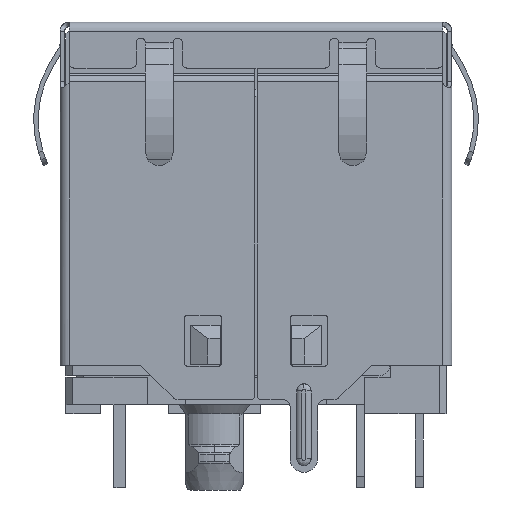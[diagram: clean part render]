
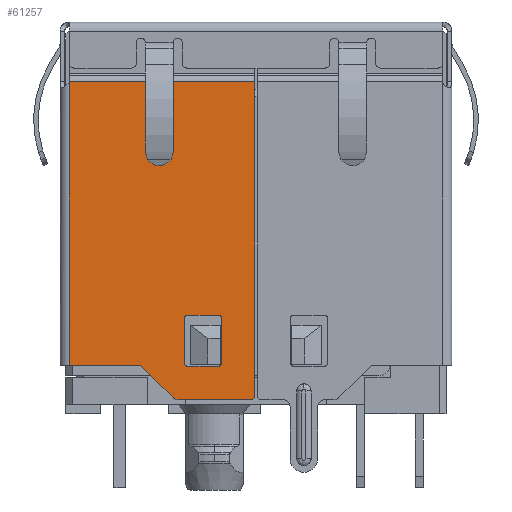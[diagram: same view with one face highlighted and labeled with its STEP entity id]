
A CAD part, left-side view. The second image highlights one B-rep face of the part: STEP entity #61257.
In plain terms, the highlighted planar face has unit normal (-1, 0, 0).
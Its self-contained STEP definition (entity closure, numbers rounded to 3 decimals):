
#16489=DIRECTION('',(0.,0.,1.));
#16490=VECTOR('',#16489,12.3);
#16491=CARTESIAN_POINT('',(-8.13,8.11,-4.03));
#16492=LINE('',#16491,#16490);
#16497=CARTESIAN_POINT('',(-8.13,3.386,-5.23));
#16498=DIRECTION('',(-1.,0.,0.));
#16499=DIRECTION('',(0.,0.707,-0.707));
#16500=AXIS2_PLACEMENT_3D('',#16497,#16498,#16499);
#16502=DIRECTION('',(0.,-0.707,-0.707));
#16503=VECTOR('',#16502,1.873);
#16504=CARTESIAN_POINT('',(-8.13,4.922,-4.118));
#16505=LINE('',#16504,#16503);
#16506=CARTESIAN_POINT('',(-8.13,5.134,-4.33));
#16507=DIRECTION('',(1.,0.,0.));
#16508=DIRECTION('',(0.,0.,1.));
#16509=AXIS2_PLACEMENT_3D('',#16506,#16507,#16508);
#16511=DIRECTION('',(0.,0.,1.));
#16512=VECTOR('',#16511,13.6);
#16513=CARTESIAN_POINT('',(-8.13,0.055,-5.33));
#16514=LINE('',#16513,#16512);
#16515=CARTESIAN_POINT('',(-8.13,0.255,-5.33));
#16516=DIRECTION('',(-1.,0.,0.));
#16517=DIRECTION('',(0.,0.,-1.));
#16518=AXIS2_PLACEMENT_3D('',#16515,#16516,#16517);
#16520=DIRECTION('',(0.,-1.,0.));
#16521=VECTOR('',#16520,3.131);
#16522=CARTESIAN_POINT('',(-8.13,3.386,-5.53));
#16523=LINE('',#16522,#16521);
#16524=CARTESIAN_POINT('',(-8.13,1.6,-3.97));
#16525=DIRECTION('',(1.,0.,0.));
#16526=DIRECTION('',(0.,-1.,0.));
#16527=AXIS2_PLACEMENT_3D('',#16524,#16525,#16526);
#16529=DIRECTION('',(0.,0.,-1.));
#16530=VECTOR('',#16529,2.);
#16531=CARTESIAN_POINT('',(-8.13,1.5,-1.97));
#16532=LINE('',#16531,#16530);
#16533=CARTESIAN_POINT('',(-8.13,1.6,-1.97));
#16534=DIRECTION('',(1.,0.,0.));
#16535=DIRECTION('',(0.,0.,1.));
#16536=AXIS2_PLACEMENT_3D('',#16533,#16534,#16535);
#16538=DIRECTION('',(0.,-1.,0.));
#16539=VECTOR('',#16538,1.4);
#16540=CARTESIAN_POINT('',(-8.13,3.,-1.87));
#16541=LINE('',#16540,#16539);
#16542=CARTESIAN_POINT('',(-8.13,3.,-1.97));
#16543=DIRECTION('',(1.,0.,0.));
#16544=DIRECTION('',(0.,1.,0.));
#16545=AXIS2_PLACEMENT_3D('',#16542,#16543,#16544);
#16547=DIRECTION('',(0.,0.,1.));
#16548=VECTOR('',#16547,2.);
#16549=CARTESIAN_POINT('',(-8.13,3.1,-3.97));
#16550=LINE('',#16549,#16548);
#16551=CARTESIAN_POINT('',(-8.13,3.,-3.97));
#16552=DIRECTION('',(1.,0.,0.));
#16553=DIRECTION('',(0.,0.,-1.));
#16554=AXIS2_PLACEMENT_3D('',#16551,#16552,#16553);
#16556=DIRECTION('',(0.,1.,0.));
#16557=VECTOR('',#16556,1.4);
#16558=CARTESIAN_POINT('',(-8.13,1.6,-4.07));
#16559=LINE('',#16558,#16557);
#16659=DIRECTION('',(0.,-1.,0.));
#16660=VECTOR('',#16659,8.055);
#16661=CARTESIAN_POINT('',(-8.13,8.11,8.27));
#16662=LINE('',#16661,#16660);
#16805=DIRECTION('',(0.,1.,0.));
#16806=VECTOR('',#16805,2.976);
#16807=CARTESIAN_POINT('',(-8.13,5.134,-4.03));
#16808=LINE('',#16807,#16806);
#33956=CARTESIAN_POINT('',(-8.13,8.11,8.27));
#33957=CARTESIAN_POINT('',(-8.13,0.055,8.27));
#33958=VERTEX_POINT('',#33956);
#33959=VERTEX_POINT('',#33957);
#34039=CARTESIAN_POINT('',(-8.13,0.055,-5.33));
#34040=VERTEX_POINT('',#34039);
#34053=CARTESIAN_POINT('',(-8.13,3.,-4.07));
#34054=CARTESIAN_POINT('',(-8.13,3.1,-3.97));
#34055=VERTEX_POINT('',#34053);
#34056=VERTEX_POINT('',#34054);
#34057=CARTESIAN_POINT('',(-8.13,3.598,-5.442));
#34059=VERTEX_POINT('',#34057);
#34065=CARTESIAN_POINT('',(-8.13,1.6,-4.07));
#34066=VERTEX_POINT('',#34065);
#34074=CARTESIAN_POINT('',(-8.13,4.922,-4.118));
#34076=VERTEX_POINT('',#34074);
#34083=CARTESIAN_POINT('',(-8.13,1.6,-1.87));
#34084=CARTESIAN_POINT('',(-8.13,1.5,-1.97));
#34085=VERTEX_POINT('',#34083);
#34086=VERTEX_POINT('',#34084);
#34089=CARTESIAN_POINT('',(-8.13,3.,-1.87));
#34090=VERTEX_POINT('',#34089);
#34093=CARTESIAN_POINT('',(-8.13,3.1,-1.97));
#34094=VERTEX_POINT('',#34093);
#34107=CARTESIAN_POINT('',(-8.13,0.255,-5.53));
#34108=VERTEX_POINT('',#34107);
#34119=CARTESIAN_POINT('',(-8.13,1.5,-3.97));
#34120=VERTEX_POINT('',#34119);
#34141=CARTESIAN_POINT('',(-8.13,3.386,-5.53));
#34142=VERTEX_POINT('',#34141);
#34157=CARTESIAN_POINT('',(-8.13,8.11,-4.03));
#34159=VERTEX_POINT('',#34157);
#34433=CARTESIAN_POINT('',(-8.13,5.134,-4.03));
#34435=VERTEX_POINT('',#34433);
#61215=CARTESIAN_POINT('',(-8.13,8.31,10.47));
#61216=DIRECTION('',(1.,0.,0.));
#61217=DIRECTION('',(0.,0.,-1.));
#61218=AXIS2_PLACEMENT_3D('',#61215,#61216,#61217);
#61219=PLANE('',#61218);
#61221=ORIENTED_EDGE('',*,*,#61220,.F.);
#61223=ORIENTED_EDGE('',*,*,#61222,.F.);
#61225=ORIENTED_EDGE('',*,*,#61224,.F.);
#61227=ORIENTED_EDGE('',*,*,#61226,.T.);
#61228=ORIENTED_EDGE('',*,*,#61206,.T.);
#61230=ORIENTED_EDGE('',*,*,#61229,.T.);
#61232=ORIENTED_EDGE('',*,*,#61231,.F.);
#61234=ORIENTED_EDGE('',*,*,#61233,.F.);
#61236=ORIENTED_EDGE('',*,*,#61235,.F.);
#61237=EDGE_LOOP('',(#61221,#61223,#61225,#61227,#61228,#61230,#61232,#61234,
#61236));
#61238=FACE_OUTER_BOUND('',#61237,.F.);
#61240=ORIENTED_EDGE('',*,*,#61239,.F.);
#61242=ORIENTED_EDGE('',*,*,#61241,.F.);
#61244=ORIENTED_EDGE('',*,*,#61243,.F.);
#61246=ORIENTED_EDGE('',*,*,#61245,.F.);
#61248=ORIENTED_EDGE('',*,*,#61247,.F.);
#61250=ORIENTED_EDGE('',*,*,#61249,.F.);
#61252=ORIENTED_EDGE('',*,*,#61251,.F.);
#61254=ORIENTED_EDGE('',*,*,#61253,.F.);
#61255=EDGE_LOOP('',(#61240,#61242,#61244,#61246,#61248,#61250,#61252,#61254));
#61256=FACE_BOUND('',#61255,.F.);
#61257=ADVANCED_FACE('',(#61238,#61256),#61219,.F.);
#16501=CIRCLE('',#16500,0.3);
#16510=CIRCLE('',#16509,0.3);
#16519=CIRCLE('',#16518,0.2);
#16528=CIRCLE('',#16527,0.1);
#16537=CIRCLE('',#16536,0.1);
#16546=CIRCLE('',#16545,0.1);
#16555=CIRCLE('',#16554,0.1);
#61206=EDGE_CURVE('',#34159,#33958,#16492,.T.);
#61220=EDGE_CURVE('',#34059,#34142,#16501,.T.);
#61222=EDGE_CURVE('',#34076,#34059,#16505,.T.);
#61224=EDGE_CURVE('',#34435,#34076,#16510,.T.);
#61226=EDGE_CURVE('',#34435,#34159,#16808,.T.);
#61229=EDGE_CURVE('',#33958,#33959,#16662,.T.);
#61231=EDGE_CURVE('',#34040,#33959,#16514,.T.);
#61233=EDGE_CURVE('',#34108,#34040,#16519,.T.);
#61235=EDGE_CURVE('',#34142,#34108,#16523,.T.);
#61239=EDGE_CURVE('',#34120,#34066,#16528,.T.);
#61241=EDGE_CURVE('',#34086,#34120,#16532,.T.);
#61243=EDGE_CURVE('',#34085,#34086,#16537,.T.);
#61245=EDGE_CURVE('',#34090,#34085,#16541,.T.);
#61247=EDGE_CURVE('',#34094,#34090,#16546,.T.);
#61249=EDGE_CURVE('',#34056,#34094,#16550,.T.);
#61251=EDGE_CURVE('',#34055,#34056,#16555,.T.);
#61253=EDGE_CURVE('',#34066,#34055,#16559,.T.);
